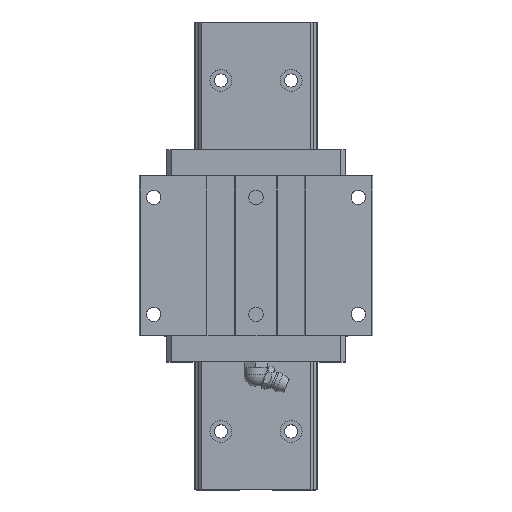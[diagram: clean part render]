
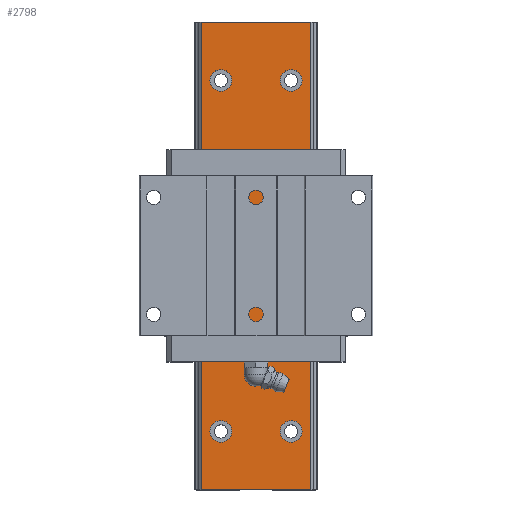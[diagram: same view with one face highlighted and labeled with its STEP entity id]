
A CAD part, top view. The second image highlights one B-rep face of the part: STEP entity #2798.
In plain terms, the highlighted planar face has unit normal (0, 0, 1).
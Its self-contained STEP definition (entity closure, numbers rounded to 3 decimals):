
#139=LINE('',#4661,#388);
#140=LINE('',#4664,#389);
#141=LINE('',#4666,#390);
#142=LINE('',#4668,#391);
#388=VECTOR('',#3822,1000.);
#389=VECTOR('',#3823,1000.);
#390=VECTOR('',#3824,1000.);
#391=VECTOR('',#3825,1000.);
#637=ORIENTED_EDGE('',*,*,#1447,.T.);
#638=ORIENTED_EDGE('',*,*,#1448,.T.);
#639=ORIENTED_EDGE('',*,*,#1449,.T.);
#640=ORIENTED_EDGE('',*,*,#1450,.T.);
#641=ORIENTED_EDGE('',*,*,#1451,.T.);
#642=ORIENTED_EDGE('',*,*,#1452,.T.);
#643=ORIENTED_EDGE('',*,*,#1453,.T.);
#644=ORIENTED_EDGE('',*,*,#1454,.F.);
#645=ORIENTED_EDGE('',*,*,#1455,.F.);
#646=ORIENTED_EDGE('',*,*,#1456,.T.);
#1447=EDGE_CURVE('',#1852,#1852,#2136,.T.);
#1448=EDGE_CURVE('',#1853,#1853,#2137,.T.);
#1449=EDGE_CURVE('',#1854,#1854,#2138,.T.);
#1450=EDGE_CURVE('',#1855,#1855,#2139,.T.);
#1451=EDGE_CURVE('',#1856,#1856,#2140,.T.);
#1452=EDGE_CURVE('',#1857,#1857,#2141,.T.);
#1453=EDGE_CURVE('',#1858,#1859,#139,.T.);
#1454=EDGE_CURVE('',#1860,#1859,#140,.T.);
#1455=EDGE_CURVE('',#1861,#1860,#141,.T.);
#1456=EDGE_CURVE('',#1861,#1858,#142,.T.);
#1852=VERTEX_POINT('',#4650);
#1853=VERTEX_POINT('',#4652);
#1854=VERTEX_POINT('',#4654);
#1855=VERTEX_POINT('',#4656);
#1856=VERTEX_POINT('',#4658);
#1857=VERTEX_POINT('',#4660);
#1858=VERTEX_POINT('',#4662);
#1859=VERTEX_POINT('',#4663);
#1860=VERTEX_POINT('',#4665);
#1861=VERTEX_POINT('',#4667);
#2136=CIRCLE('',#3512,3.75);
#2137=CIRCLE('',#3513,3.75);
#2138=CIRCLE('',#3514,3.75);
#2139=CIRCLE('',#3515,3.75);
#2140=CIRCLE('',#3516,3.75);
#2141=CIRCLE('',#3517,3.75);
#2260=EDGE_LOOP('',(#637));
#2261=EDGE_LOOP('',(#638));
#2262=EDGE_LOOP('',(#639));
#2263=EDGE_LOOP('',(#640));
#2264=EDGE_LOOP('',(#641));
#2265=EDGE_LOOP('',(#642));
#2266=EDGE_LOOP('',(#643,#644,#645,#646));
#2483=FACE_BOUND('',#2260,.T.);
#2484=FACE_BOUND('',#2261,.T.);
#2485=FACE_BOUND('',#2262,.T.);
#2486=FACE_BOUND('',#2263,.T.);
#2487=FACE_BOUND('',#2264,.T.);
#2488=FACE_BOUND('',#2265,.T.);
#2489=FACE_BOUND('',#2266,.T.);
#2706=PLANE('',#3511);
#2798=ADVANCED_FACE('',(#2483,#2484,#2485,#2486,#2487,#2488,#2489),#2706,
 .F.);
#3511=AXIS2_PLACEMENT_3D('',#4648,#3808,#3809);
#3512=AXIS2_PLACEMENT_3D('',#4649,#3810,#3811);
#3513=AXIS2_PLACEMENT_3D('',#4651,#3812,#3813);
#3514=AXIS2_PLACEMENT_3D('',#4653,#3814,#3815);
#3515=AXIS2_PLACEMENT_3D('',#4655,#3816,#3817);
#3516=AXIS2_PLACEMENT_3D('',#4657,#3818,#3819);
#3517=AXIS2_PLACEMENT_3D('',#4659,#3820,#3821);
#3808=DIRECTION('',(0.,0.,-1.));
#3809=DIRECTION('',(-1.,0.,0.));
#3810=DIRECTION('',(0.,0.,-1.));
#3811=DIRECTION('',(1.,0.,0.));
#3812=DIRECTION('',(0.,0.,-1.));
#3813=DIRECTION('',(1.,0.,0.));
#3814=DIRECTION('',(0.,0.,-1.));
#3815=DIRECTION('',(1.,0.,0.));
#3816=DIRECTION('',(0.,0.,-1.));
#3817=DIRECTION('',(1.,0.,0.));
#3818=DIRECTION('',(0.,0.,-1.));
#3819=DIRECTION('',(1.,0.,0.));
#3820=DIRECTION('',(0.,0.,-1.));
#3821=DIRECTION('',(1.,0.,0.));
#3822=DIRECTION('',(-1.,0.,0.));
#3823=DIRECTION('',(0.,1.,0.));
#3824=DIRECTION('',(-1.,0.,0.));
#3825=DIRECTION('',(0.,1.,0.));
#4648=CARTESIAN_POINT('',(18.75,-80.,15.));
#4649=CARTESIAN_POINT('',(-12.,-60.,15.));
#4650=CARTESIAN_POINT('',(-8.25,-60.,15.));
#4651=CARTESIAN_POINT('',(12.,-60.,15.));
#4652=CARTESIAN_POINT('',(15.75,-60.,15.));
#4653=CARTESIAN_POINT('',(-12.,0.,15.));
#4654=CARTESIAN_POINT('',(-8.25,0.,15.));
#4655=CARTESIAN_POINT('',(12.,0.,15.));
#4656=CARTESIAN_POINT('',(15.75,0.,15.));
#4657=CARTESIAN_POINT('',(-12.,60.,15.));
#4658=CARTESIAN_POINT('',(-8.25,60.,15.));
#4659=CARTESIAN_POINT('',(12.,60.,15.));
#4660=CARTESIAN_POINT('',(15.75,60.,15.));
#4661=CARTESIAN_POINT('',(18.75,80.,15.));
#4662=CARTESIAN_POINT('',(18.75,80.,15.));
#4663=CARTESIAN_POINT('',(-18.77,80.,15.));
#4664=CARTESIAN_POINT('',(-18.77,-80.,15.));
#4665=CARTESIAN_POINT('',(-18.77,-80.,15.));
#4666=CARTESIAN_POINT('',(18.75,-80.,15.));
#4667=CARTESIAN_POINT('',(18.75,-80.,15.));
#4668=CARTESIAN_POINT('',(18.75,-80.,15.));
